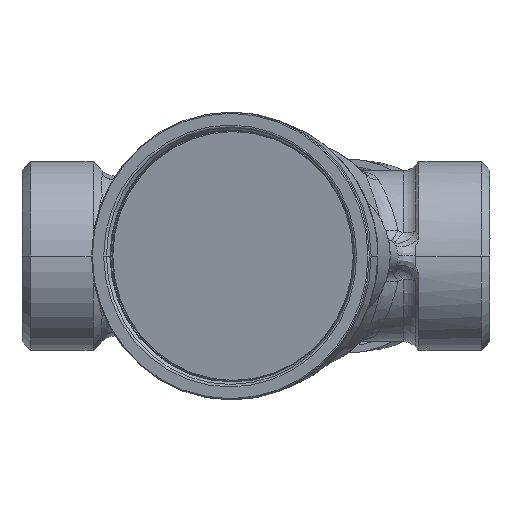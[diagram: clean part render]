
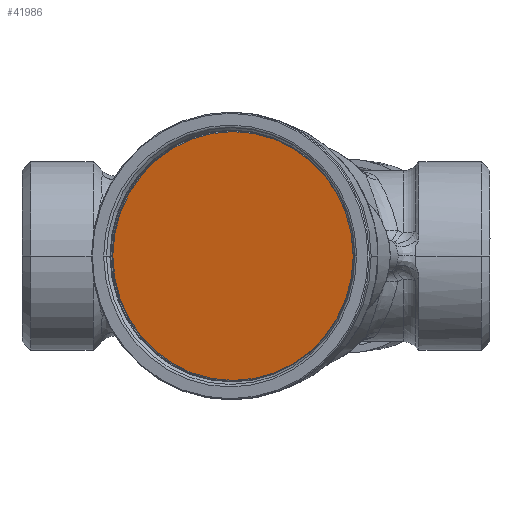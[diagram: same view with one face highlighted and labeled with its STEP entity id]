
A CAD part, front view. The second image highlights one B-rep face of the part: STEP entity #41986.
In plain terms, the highlighted face is planar.
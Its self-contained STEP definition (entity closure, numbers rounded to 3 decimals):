
#40885=CARTESIAN_POINT('',(0.,6.3,0.));
#40886=DIRECTION('',(0.,1.,0.));
#40887=DIRECTION('',(-1.,0.,0.));
#40888=AXIS2_PLACEMENT_3D('',#40885,#40886,#40887);
#40905=CARTESIAN_POINT('',(0.,6.3,0.));
#40906=DIRECTION('',(0.,1.,0.));
#40907=DIRECTION('',(1.,0.,0.));
#40908=AXIS2_PLACEMENT_3D('',#40905,#40906,#40907);
#40919=CARTESIAN_POINT('',(0.,6.3,0.));
#40920=DIRECTION('',(0.,-1.,0.));
#40921=DIRECTION('',(1.,0.,0.));
#40922=AXIS2_PLACEMENT_3D('',#40919,#40920,#40921);
#40924=CARTESIAN_POINT('',(0.,6.3,0.));
#40925=DIRECTION('',(0.,-1.,0.));
#40926=DIRECTION('',(-1.,0.,0.));
#40927=AXIS2_PLACEMENT_3D('',#40924,#40925,#40926);
#41123=CARTESIAN_POINT('',(-21.8,6.3,0.));
#41124=VERTEX_POINT('',#41123);
#41125=CARTESIAN_POINT('',(21.8,6.3,0.));
#41126=CARTESIAN_POINT('',(-21.8,6.3,0.1));
#41127=VERTEX_POINT('',#41125);
#41128=VERTEX_POINT('',#41126);
#41131=CARTESIAN_POINT('',(21.8,6.3,-0.1));
#41132=VERTEX_POINT('',#41131);
#41975=CARTESIAN_POINT('',(0.,6.3,0.));
#41976=DIRECTION('',(0.,-1.,0.));
#41977=DIRECTION('',(-1.,0.,0.));
#41978=AXIS2_PLACEMENT_3D('',#41975,#41976,#41977);
#41979=PLANE('',#41978);
#41980=ORIENTED_EDGE('',*,*,#41936,.T.);
#41981=ORIENTED_EDGE('',*,*,#41934,.F.);
#41982=ORIENTED_EDGE('',*,*,#41955,.T.);
#41983=ORIENTED_EDGE('',*,*,#41953,.F.);
#41984=EDGE_LOOP('',(#41980,#41981,#41982,#41983));
#41985=FACE_OUTER_BOUND('',#41984,.F.);
#41986=ADVANCED_FACE('',(#41985),#41979,.F.);
#40889=CIRCLE('',#40888,21.8);
#40909=CIRCLE('',#40908,21.8);
#40923=CIRCLE('',#40922,21.8);
#40928=CIRCLE('',#40927,21.8);
#41934=EDGE_CURVE('',#41124,#41128,#40889,.T.);
#41936=EDGE_CURVE('',#41127,#41128,#40923,.T.);
#41953=EDGE_CURVE('',#41127,#41132,#40909,.T.);
#41955=EDGE_CURVE('',#41124,#41132,#40928,.T.);
